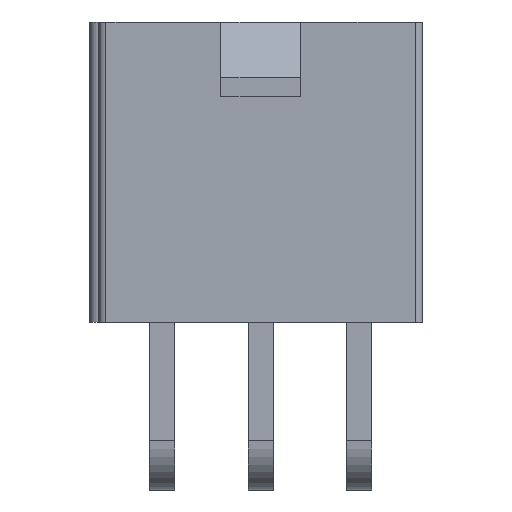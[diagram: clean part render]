
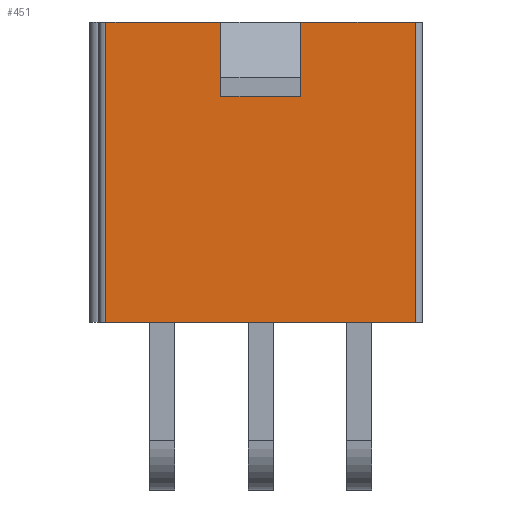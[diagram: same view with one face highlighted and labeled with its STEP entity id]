
A CAD part, top view. The second image highlights one B-rep face of the part: STEP entity #451.
In plain terms, the highlighted planar face has unit normal (0, 0, 1).
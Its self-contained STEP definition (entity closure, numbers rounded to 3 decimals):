
#33 = VERTEX_POINT('',#34);
#34 = CARTESIAN_POINT('',(5.9,13.901,10.));
#35 = VERTEX_POINT('',#36);
#36 = CARTESIAN_POINT('',(2.5,13.901,10.));
#42 = EDGE_CURVE('',#35,#43,#45,.T.);
#43 = VERTEX_POINT('',#44);
#44 = CARTESIAN_POINT('',(-2.4,13.901,10.));
#45 = LINE('',#46,#47);
#46 = CARTESIAN_POINT('',(2.5,13.901,10.));
#47 = VECTOR('',#48,1.);
#48 = DIRECTION('',(-1.,0.,0.));
#119 = VERTEX_POINT('',#120);
#120 = CARTESIAN_POINT('',(10.8,13.901,10.));
#127 = EDGE_CURVE('',#119,#33,#128,.T.);
#128 = LINE('',#129,#130);
#129 = CARTESIAN_POINT('',(10.8,13.901,10.));
#130 = VECTOR('',#131,1.);
#131 = DIRECTION('',(-1.,0.,0.));
#424 = EDGE_CURVE('',#33,#425,#427,.T.);
#425 = VERTEX_POINT('',#426);
#426 = CARTESIAN_POINT('',(5.9,10.851,10.));
#427 = LINE('',#428,#429);
#428 = CARTESIAN_POINT('',(5.9,13.901,10.));
#429 = VECTOR('',#430,1.);
#430 = DIRECTION('',(0.,-1.,0.));
#451 = ADVANCED_FACE('',(#452),#493,.T.);
#452 = FACE_BOUND('',#453,.F.);
#453 = EDGE_LOOP('',(#454,#455,#456,#464,#472,#478,#479,#487));
#454 = ORIENTED_EDGE('',*,*,#424,.F.);
#455 = ORIENTED_EDGE('',*,*,#127,.F.);
#456 = ORIENTED_EDGE('',*,*,#457,.F.);
#457 = EDGE_CURVE('',#458,#119,#460,.T.);
#458 = VERTEX_POINT('',#459);
#459 = CARTESIAN_POINT('',(10.8,1.101,10.));
#460 = LINE('',#461,#462);
#461 = CARTESIAN_POINT('',(10.8,1.101,10.));
#462 = VECTOR('',#463,1.);
#463 = DIRECTION('',(0.,1.,0.));
#464 = ORIENTED_EDGE('',*,*,#465,.T.);
#465 = EDGE_CURVE('',#458,#466,#468,.T.);
#466 = VERTEX_POINT('',#467);
#467 = CARTESIAN_POINT('',(-2.4,1.101,10.));
#468 = LINE('',#469,#470);
#469 = CARTESIAN_POINT('',(10.8,1.101,10.));
#470 = VECTOR('',#471,1.);
#471 = DIRECTION('',(-1.,0.,0.));
#472 = ORIENTED_EDGE('',*,*,#473,.T.);
#473 = EDGE_CURVE('',#466,#43,#474,.T.);
#474 = LINE('',#475,#476);
#475 = CARTESIAN_POINT('',(-2.4,1.101,10.));
#476 = VECTOR('',#477,1.);
#477 = DIRECTION('',(0.,1.,0.));
#478 = ORIENTED_EDGE('',*,*,#42,.F.);
#479 = ORIENTED_EDGE('',*,*,#480,.T.);
#480 = EDGE_CURVE('',#35,#481,#483,.T.);
#481 = VERTEX_POINT('',#482);
#482 = CARTESIAN_POINT('',(2.5,10.851,10.));
#483 = LINE('',#484,#485);
#484 = CARTESIAN_POINT('',(2.5,13.901,10.));
#485 = VECTOR('',#486,1.);
#486 = DIRECTION('',(0.,-1.,0.));
#487 = ORIENTED_EDGE('',*,*,#488,.F.);
#488 = EDGE_CURVE('',#425,#481,#489,.T.);
#489 = LINE('',#490,#491);
#490 = CARTESIAN_POINT('',(5.9,10.851,10.));
#491 = VECTOR('',#492,1.);
#492 = DIRECTION('',(-1.,0.,0.));
#493 = PLANE('',#494);
#494 = AXIS2_PLACEMENT_3D('',#495,#496,#497);
#495 = CARTESIAN_POINT('',(11.1,13.901,10.));
#496 = DIRECTION('',(0.,0.,1.));
#497 = DIRECTION('',(-1.,0.,0.));
